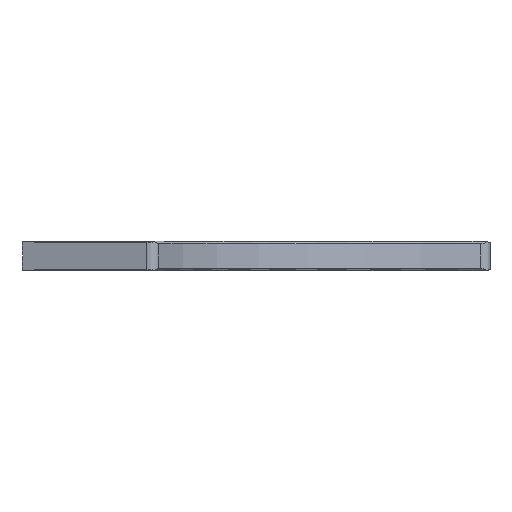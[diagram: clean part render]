
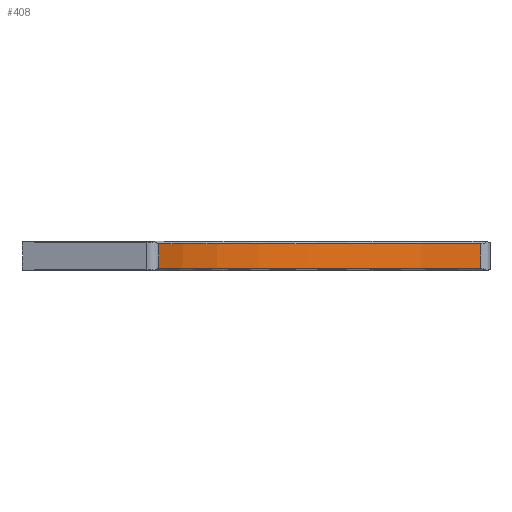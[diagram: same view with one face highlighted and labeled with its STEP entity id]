
A CAD part, left-side view. The second image highlights one B-rep face of the part: STEP entity #408.
In plain terms, the highlighted cylindrical face has radius 112.5 mm (diameter 225 mm), a partial arc.
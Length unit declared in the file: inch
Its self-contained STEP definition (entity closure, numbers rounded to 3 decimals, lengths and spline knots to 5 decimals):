
#151 = EDGE_CURVE ( 'NONE', #1410, #417, #629, .T. ) ;
#247 = FACE_OUTER_BOUND ( 'NONE', #2256, .T. ) ;
#328 = AXIS2_PLACEMENT_3D ( 'NONE', #609, #1495, #2191 ) ;
#385 = CARTESIAN_POINT ( 'NONE',  ( 0., 0., -0.3745 ) ) ;
#408 = ADVANCED_FACE ( 'NONE', ( #247 ), #957, .F. ) ;
#417 = VERTEX_POINT ( 'NONE', #2021 ) ;
#501 = ORIENTED_EDGE ( 'NONE', *, *, #1889, .T. ) ;
#537 = DIRECTION ( 'NONE',  ( 0., 0., 1. ) ) ;
#552 = ORIENTED_EDGE ( 'NONE', *, *, #1923, .T. ) ;
#609 = CARTESIAN_POINT ( 'NONE',  ( 0., 0., -0.3435 ) ) ;
#629 = LINE ( 'NONE', #816, #2012 ) ;
#732 = AXIS2_PLACEMENT_3D ( 'NONE', #820, #1166, #1856 ) ;
#750 = AXIS2_PLACEMENT_3D ( 'NONE', #385, #1790, #1675 ) ;
#805 = VERTEX_POINT ( 'NONE', #1669 ) ;
#816 = CARTESIAN_POINT ( 'NONE',  ( 1.45575, 4.18306, -0.3745 ) ) ;
#820 = CARTESIAN_POINT ( 'NONE',  ( 0., 0., -0.031 ) ) ;
#883 = LINE ( 'NONE', #1193, #1270 ) ;
#907 = ORIENTED_EDGE ( 'NONE', *, *, #2111, .T. ) ;
#914 = CARTESIAN_POINT ( 'NONE',  ( 4.42764, 0.11504, -0.031 ) ) ;
#957 = CYLINDRICAL_SURFACE ( 'NONE', #750, 4.42913 ) ;
#1016 = ORIENTED_EDGE ( 'NONE', *, *, #151, .T. ) ;
#1166 = DIRECTION ( 'NONE',  ( 0., 0., 1. ) ) ;
#1193 = CARTESIAN_POINT ( 'NONE',  ( 4.42764, 0.11504, -0.3745 ) ) ;
#1225 = CIRCLE ( 'NONE', #328, 4.42913 ) ;
#1270 = VECTOR ( 'NONE', #537, 39.37008 ) ;
#1352 = DIRECTION ( 'NONE',  ( 0., 0., -1. ) ) ;
#1410 = VERTEX_POINT ( 'NONE', #2076 ) ;
#1495 = DIRECTION ( 'NONE',  ( 0., 0., -1. ) ) ;
#1669 = CARTESIAN_POINT ( 'NONE',  ( 4.42764, 0.11504, -0.3435 ) ) ;
#1675 = DIRECTION ( 'NONE',  ( 1., 0., 0. ) ) ;
#1790 = DIRECTION ( 'NONE',  ( 0., 0., 1. ) ) ;
#1856 = DIRECTION ( 'NONE',  ( 1., 0., 0. ) ) ;
#1889 = EDGE_CURVE ( 'NONE', #417, #805, #1225, .T. ) ;
#1923 = EDGE_CURVE ( 'NONE', #2229, #1410, #1995, .T. ) ;
#1995 = CIRCLE ( 'NONE', #732, 4.42913 ) ;
#2012 = VECTOR ( 'NONE', #1352, 39.37008 ) ;
#2021 = CARTESIAN_POINT ( 'NONE',  ( 1.45575, 4.18306, -0.3435 ) ) ;
#2076 = CARTESIAN_POINT ( 'NONE',  ( 1.45575, 4.18306, -0.031 ) ) ;
#2111 = EDGE_CURVE ( 'NONE', #805, #2229, #883, .T. ) ;
#2191 = DIRECTION ( 'NONE',  ( 1., 0., 0. ) ) ;
#2229 = VERTEX_POINT ( 'NONE', #914 ) ;
#2256 = EDGE_LOOP ( 'NONE', ( #552, #1016, #501, #907 ) ) ;
